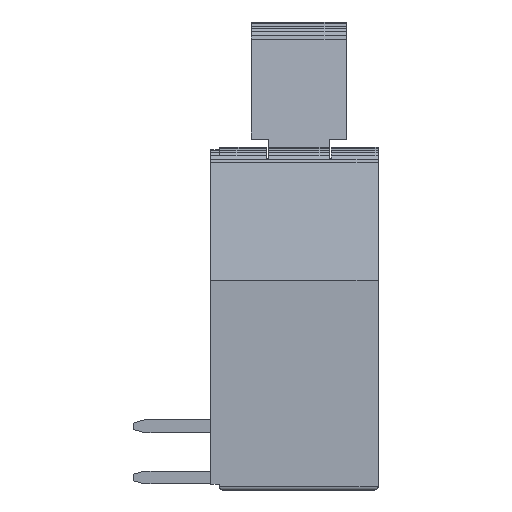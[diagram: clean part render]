
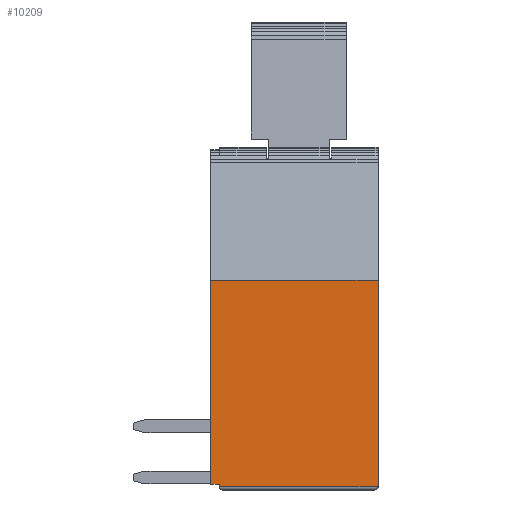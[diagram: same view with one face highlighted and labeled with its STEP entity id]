
A CAD part, left-side view. The second image highlights one B-rep face of the part: STEP entity #10209.
In plain terms, the highlighted planar face has unit normal (-1, 0, 0).
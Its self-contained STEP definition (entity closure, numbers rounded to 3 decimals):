
#5695=VERTEX_POINT('',#16428);
#5783=VERTEX_POINT('',#16533);
#6251=VERTEX_POINT('',#17037);
#7493=EDGE_CURVE('',#6251,#15431,#18397,.T.);
#7945=EDGE_CURVE('',#5783,#11963,#18896,.T.);
#8005=EDGE_CURVE('',#5695,#5783,#18958,.T.);
#8245=EDGE_CURVE('',#11431,#11963,#19224,.T.);
#10209=ADVANCED_FACE('',(#21421),#21422,.T.);
#11431=VERTEX_POINT('',#22741);
#11963=VERTEX_POINT('',#23327);
#12875=EDGE_CURVE('',#15431,#11431,#24323,.T.);
#13979=EDGE_CURVE('',#5695,#6251,#25525,.T.);
#15431=VERTEX_POINT('',#27125);
#16428=CARTESIAN_POINT('',(-41.35,7.857,0.15));
#16533=CARTESIAN_POINT('',(-41.35,0.0,0.15));
#17037=CARTESIAN_POINT('',(-41.35,7.857,0.294));
#18397=LINE('',#31142,#31143);
#18896=LINE('',#31836,#31837);
#18958=LINE('',#31926,#31927);
#19224=LINE('',#32306,#32307);
#21421=FACE_OUTER_BOUND('',#35479,.T.);
#21422=PLANE('',#35480);
#22741=CARTESIAN_POINT('',(-41.35,8.3,10.4));
#23327=CARTESIAN_POINT('',(-41.35,0.0,10.4));
#24323=LINE('',#39683,#39684);
#25525=LINE('',#41430,#41431);
#27125=CARTESIAN_POINT('',(-41.35,8.3,0.294));
#31142=CARTESIAN_POINT('',(-41.35,4.154,0.294));
#31143=VECTOR('',#47029,1.0);
#31836=CARTESIAN_POINT('',(-41.35,0.,0.0));
#31837=VECTOR('',#47530,1.0);
#31926=CARTESIAN_POINT('',(-41.35,4.15,0.15));
#31927=VECTOR('',#47564,1.0);
#32306=CARTESIAN_POINT('',(-41.35,4.15,10.4));
#32307=VECTOR('',#47846,1.0);
#35479=EDGE_LOOP('',(#50160,#50161,#50162,#50163,#50164,#50165));
#35480=AXIS2_PLACEMENT_3D('',#50166,#50167,#50168);
#39683=CARTESIAN_POINT('',(-41.35,8.3,0.0));
#39684=VECTOR('',#52889,1.0);
#41430=CARTESIAN_POINT('',(-41.35,7.857,0.147));
#41431=VECTOR('',#54075,1.0);
#47029=DIRECTION('',(0.0,1.0,0.));
#47530=DIRECTION('',(0.0,0.0,1.0));
#47564=DIRECTION('',(0.0,-1.0,0.));
#47846=DIRECTION('',(0.0,-1.0,0.));
#50160=ORIENTED_EDGE('',*,*,#13979,.F.);
#50161=ORIENTED_EDGE('',*,*,#8005,.T.);
#50162=ORIENTED_EDGE('',*,*,#7945,.T.);
#50163=ORIENTED_EDGE('',*,*,#8245,.F.);
#50164=ORIENTED_EDGE('',*,*,#12875,.F.);
#50165=ORIENTED_EDGE('',*,*,#7493,.F.);
#50166=CARTESIAN_POINT('',(-41.35,0.,0.0));
#50167=DIRECTION('',(-1.0,0.0,0.0));
#50168=DIRECTION('',(0.0,-1.0,0.0));
#52889=DIRECTION('',(0.0,0.0,1.0));
#54075=DIRECTION('',(0.0,0.,1.0));
